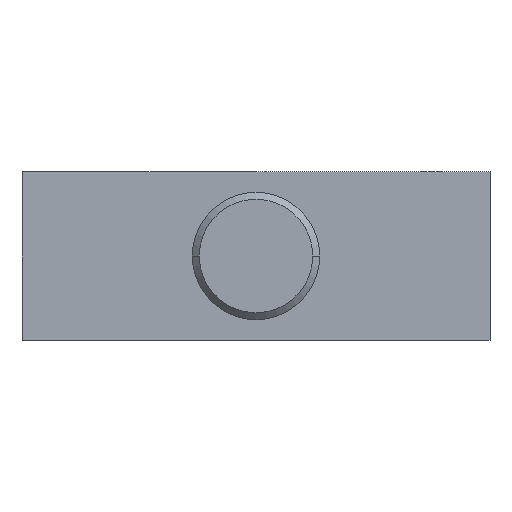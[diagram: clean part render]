
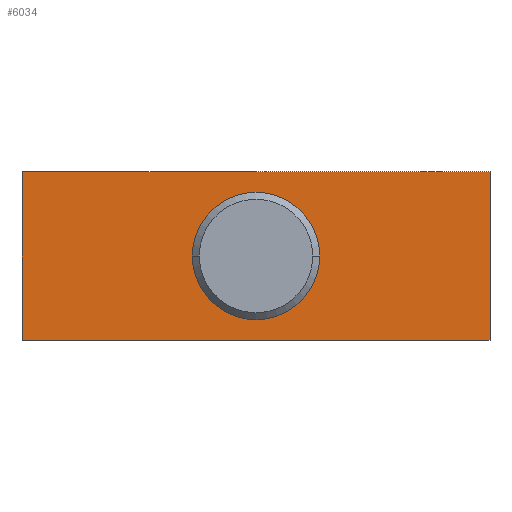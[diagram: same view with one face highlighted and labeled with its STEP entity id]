
A CAD part, front view. The second image highlights one B-rep face of the part: STEP entity #6034.
In plain terms, the highlighted planar face has unit normal (0, -1, 0).
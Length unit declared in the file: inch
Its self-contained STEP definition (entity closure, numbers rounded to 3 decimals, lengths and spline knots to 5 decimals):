
#5892=CARTESIAN_POINT('',(2.0,-0.3125,-0.72));
#5893=VERTEX_POINT('',#5892);
#5894=CARTESIAN_POINT('',(-2.0,-0.3125,-0.72));
#5895=VERTEX_POINT('',#5894);
#5896=CARTESIAN_POINT('',(2.0,-0.3125,-0.72));
#5897=DIRECTION('',(-1.0,0.0,0.0));
#5898=VECTOR('',#5897,4.0);
#5899=LINE('',#5896,#5898);
#5900=EDGE_CURVE('',#5893,#5895,#5899,.T.);
#5932=CARTESIAN_POINT('',(-2.0,-0.3125,0.72));
#5933=VERTEX_POINT('',#5932);
#5934=CARTESIAN_POINT('',(-2.0,-0.3125,-0.72));
#5935=DIRECTION('',(0.0,0.0,1.0));
#5936=VECTOR('',#5935,1.44);
#5937=LINE('',#5934,#5936);
#5938=EDGE_CURVE('',#5895,#5933,#5937,.T.);
#5963=CARTESIAN_POINT('',(2.0,-0.3125,0.72));
#5964=VERTEX_POINT('',#5963);
#5965=CARTESIAN_POINT('',(-2.0,-0.3125,0.72));
#5966=DIRECTION('',(1.0,0.0,0.0));
#5967=VECTOR('',#5966,4.0);
#5968=LINE('',#5965,#5967);
#5969=EDGE_CURVE('',#5933,#5964,#5968,.T.);
#5994=CARTESIAN_POINT('',(2.0,-0.3125,0.72));
#5995=DIRECTION('',(0.0,0.0,-1.0));
#5996=VECTOR('',#5995,1.44);
#5997=LINE('',#5994,#5996);
#5998=EDGE_CURVE('',#5964,#5893,#5997,.T.);
#6023=CARTESIAN_POINT('',(0.0,-0.3125,0.0));
#6024=DIRECTION('',(0.0,1.0,0.0));
#6025=DIRECTION('',(0.0,0.0,1.0));
#6026=AXIS2_PLACEMENT_3D('',#6023,#6024,#6025);
#6027=PLANE('',#6026);
#6028=ORIENTED_EDGE('',*,*,#5900,.F.);
#6029=ORIENTED_EDGE('',*,*,#5998,.F.);
#6030=ORIENTED_EDGE('',*,*,#5969,.F.);
#6031=ORIENTED_EDGE('',*,*,#5938,.F.);
#6032=EDGE_LOOP('',(#6028,#6029,#6030,#6031));
#6033=FACE_OUTER_BOUND('',#6032,.T.);
#6034=ADVANCED_FACE('',(#6033),#6027,.F.);
